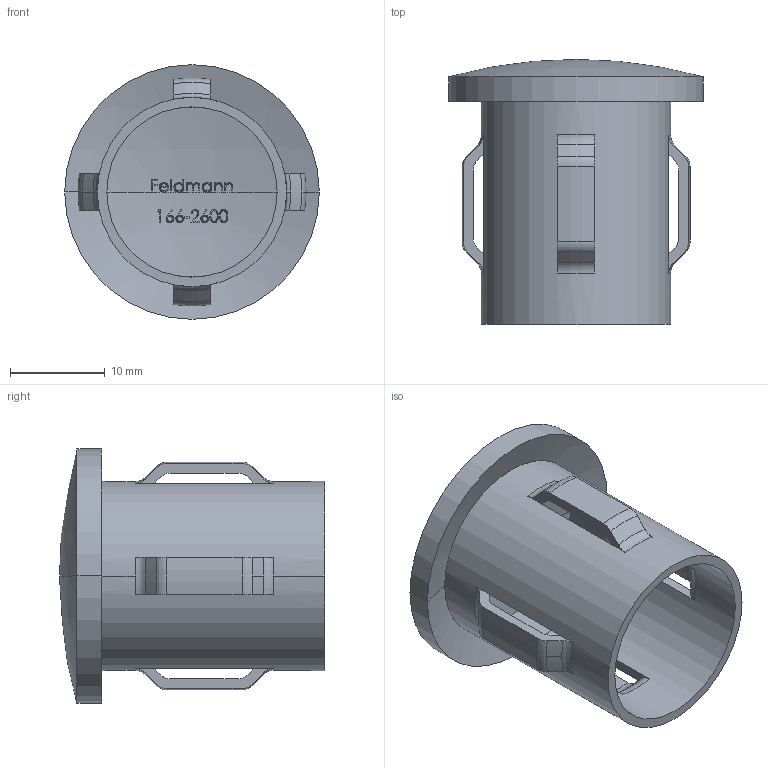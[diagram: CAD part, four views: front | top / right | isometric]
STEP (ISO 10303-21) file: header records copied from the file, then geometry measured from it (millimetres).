
FILE_DESCRIPTION (( 'STEP AP203' ), '1' );
FILE_NAME ('166-2600.step', '2020-11-04T13:19:37', ( '' ), ( '' ), 'SwSTEP 2.0', 'SolidWorks 2018', '' );
FILE_SCHEMA (( 'CONFIG_CONTROL_DESIGN' ));
Length unit declared in the file: millimetre
Products named in the file (2): 166-2600
Bounding box: 26.9 x 28 x 26.9 mm (x, y, z)
Volume: 2940 mm3; surface area: 4563.9 mm2
Topology: 1 solids, 1 shells, 310 faces, 853 edges, 550 vertices
Faces by surface type: bspline 99, plane 96, torus 40, sphere 39, cone 20, cylinder 16
Entity records: 14620 total; most frequent: CARTESIAN_POINT 7231, ORIENTED_EDGE 1706, DIRECTION 1246, EDGE_CURVE 853, VERTEX_POINT 550, AXIS2_PLACEMENT_3D 502, EDGE_LOOP 331, B_SPLINE_CURVE_WITH_KNOTS 322
